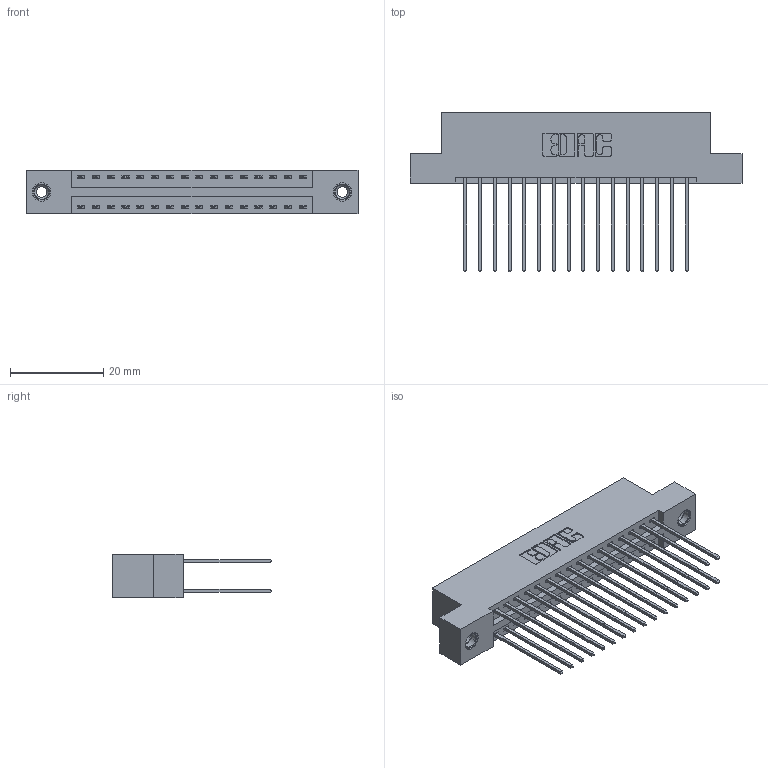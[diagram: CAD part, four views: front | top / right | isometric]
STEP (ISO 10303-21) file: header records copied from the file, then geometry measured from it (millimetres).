
FILE_DESCRIPTION (( 'STEP AP203' ), '1' );
FILE_NAME ('396-032-541-208.STEP', '2019-10-30T06:25:57', ( '' ), ( '' ), 'SwSTEP 2.0', 'SolidWorks 2016', '' );
FILE_SCHEMA (( 'CONFIG_CONTROL_DESIGN' ));
Length unit declared in the file: inch
Products named in the file (4): 346 Part_Flush Mounting Lugs - 0.156 Dia-TI; 345-250-001_345-250-003-102; 345-292-001_345-293-141; 396-032-541-208
Assembly tree (35 placements, depth 2):
  396-032-541-208
    346 Part_Flush Mounting Lugs - 0.156 Dia-TI
    345-292-001_345-293-141  x32
    345-250-001_345-250-003-102  x2
Bounding box: 71.37 x 34.29 x 9.4 mm (x, y, z)
Volume: 6935 mm3; surface area: 10024.4 mm2
Topology: 35 solids, 35 shells, 1846 faces, 5425 edges, 3566 vertices
Faces by surface type: plane 1228, cylinder 602, cone 12, torus 4
Entity records: 15146 total; most frequent: CARTESIAN_POINT 2515, ORIENTED_EDGE 2442, DIRECTION 2295, EDGE_CURVE 1221, LINE 1005, VECTOR 1005, VERTEX_POINT 808, AXIS2_PLACEMENT_3D 645
